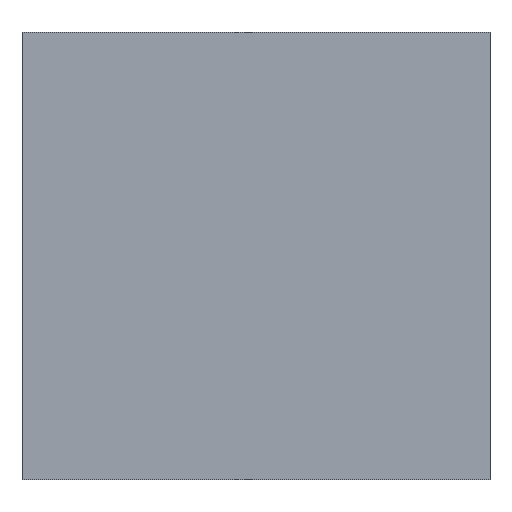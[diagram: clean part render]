
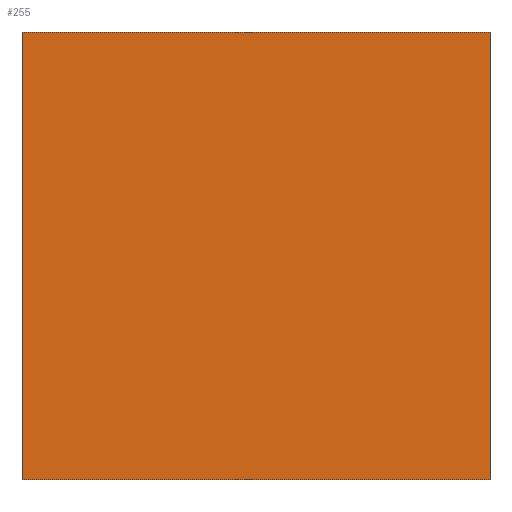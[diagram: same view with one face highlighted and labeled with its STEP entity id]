
A CAD part, left-side view. The second image highlights one B-rep face of the part: STEP entity #255.
In plain terms, the highlighted planar face has unit normal (-1, 0, 0).
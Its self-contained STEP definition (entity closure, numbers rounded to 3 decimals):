
#1 = CARTESIAN_POINT ( 'NONE',  ( -5., 23., 11. ) ) ;
#3 = PLANE ( 'NONE',  #284 ) ;
#4 = EDGE_CURVE ( 'NONE', #101, #126, #45, .T. ) ;
#9 = DIRECTION ( 'NONE',  ( 1., 0., 0. ) ) ;
#24 = FACE_OUTER_BOUND ( 'NONE', #239, .T. ) ;
#34 = CARTESIAN_POINT ( 'NONE',  ( -5., 0., -11. ) ) ;
#37 = CARTESIAN_POINT ( 'NONE',  ( -5., 23., -11. ) ) ;
#40 = VECTOR ( 'NONE', #207, 1000. ) ;
#45 = LINE ( 'NONE', #34, #283 ) ;
#73 = ORIENTED_EDGE ( 'NONE', *, *, #4, .T. ) ;
#101 = VERTEX_POINT ( 'NONE', #349 ) ;
#106 = CARTESIAN_POINT ( 'NONE',  ( -5., 0., 11. ) ) ;
#113 = DIRECTION ( 'NONE',  ( 0., -1., 0. ) ) ;
#126 = VERTEX_POINT ( 'NONE', #106 ) ;
#133 = ORIENTED_EDGE ( 'NONE', *, *, #135, .F. ) ;
#135 = EDGE_CURVE ( 'NONE', #230, #126, #176, .T. ) ;
#136 = VECTOR ( 'NONE', #303, 1000. ) ;
#141 = CARTESIAN_POINT ( 'NONE',  ( -5., 23., -11. ) ) ;
#156 = VECTOR ( 'NONE', #113, 1000. ) ;
#166 = VERTEX_POINT ( 'NONE', #245 ) ;
#171 = ORIENTED_EDGE ( 'NONE', *, *, #311, .F. ) ;
#176 = LINE ( 'NONE', #1, #156 ) ;
#207 = DIRECTION ( 'NONE',  ( 0., 0., 1. ) ) ;
#214 = DIRECTION ( 'NONE',  ( 0., 0., -1. ) ) ;
#230 = VERTEX_POINT ( 'NONE', #249 ) ;
#234 = ORIENTED_EDGE ( 'NONE', *, *, #247, .T. ) ;
#239 = EDGE_LOOP ( 'NONE', ( #73, #133, #171, #234 ) ) ;
#244 = LINE ( 'NONE', #141, #136 ) ;
#245 = CARTESIAN_POINT ( 'NONE',  ( -5., 23., -11. ) ) ;
#247 = EDGE_CURVE ( 'NONE', #166, #101, #244, .T. ) ;
#249 = CARTESIAN_POINT ( 'NONE',  ( -5., 23., 11. ) ) ;
#251 = LINE ( 'NONE', #37, #40 ) ;
#255 = ADVANCED_FACE ( 'NONE', ( #24 ), #3, .F. ) ;
#283 = VECTOR ( 'NONE', #285, 1000. ) ;
#284 = AXIS2_PLACEMENT_3D ( 'NONE', #305, #9, #214 ) ;
#285 = DIRECTION ( 'NONE',  ( 0., 0., 1. ) ) ;
#303 = DIRECTION ( 'NONE',  ( 0., -1., 0. ) ) ;
#305 = CARTESIAN_POINT ( 'NONE',  ( -5., 23., -11. ) ) ;
#311 = EDGE_CURVE ( 'NONE', #166, #230, #251, .T. ) ;
#349 = CARTESIAN_POINT ( 'NONE',  ( -5., 0., -11. ) ) ;
